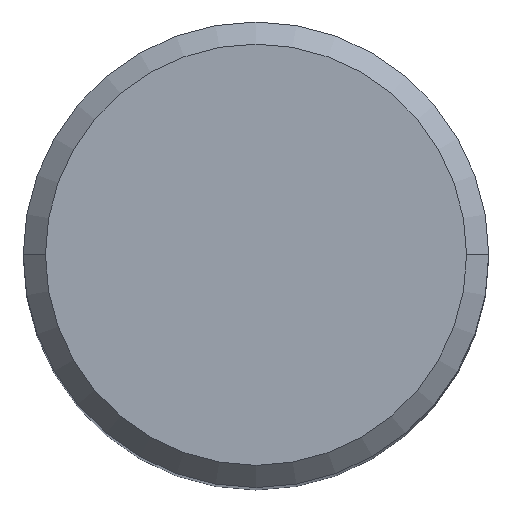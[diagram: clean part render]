
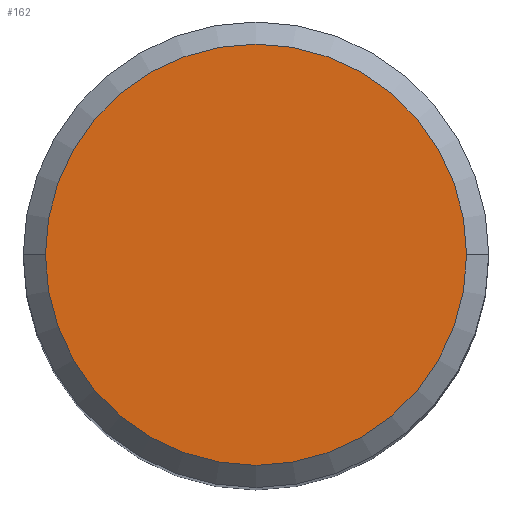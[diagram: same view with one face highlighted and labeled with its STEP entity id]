
A CAD part, top view. The second image highlights one B-rep face of the part: STEP entity #162.
In plain terms, the highlighted planar face has unit normal (0, 0, 1).
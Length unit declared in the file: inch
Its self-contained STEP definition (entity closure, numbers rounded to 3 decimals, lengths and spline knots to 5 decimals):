
#16 = EDGE_CURVE ( 'NONE', #91, #58, #384, .T. ) ;
#21 = AXIS2_PLACEMENT_3D ( 'NONE', #246, #290, #183 ) ;
#24 = ORIENTED_EDGE ( 'NONE', *, *, #16, .T. ) ;
#34 = EDGE_LOOP ( 'NONE', ( #24, #228 ) ) ;
#57 = CARTESIAN_POINT ( 'NONE',  ( 0., 0., 0. ) ) ;
#58 = VERTEX_POINT ( 'NONE', #93 ) ;
#72 = FACE_OUTER_BOUND ( 'NONE', #34, .T. ) ;
#90 = EDGE_CURVE ( 'NONE', #58, #91, #267, .T. ) ;
#91 = VERTEX_POINT ( 'NONE', #184 ) ;
#93 = CARTESIAN_POINT ( 'NONE',  ( 0.1425, 0., 0. ) ) ;
#98 = DIRECTION ( 'NONE',  ( 1., 0., 0. ) ) ;
#152 = AXIS2_PLACEMENT_3D ( 'NONE', #325, #289, #153 ) ;
#153 = DIRECTION ( 'NONE',  ( 1., 0., 0. ) ) ;
#162 = ADVANCED_FACE ( 'NONE', ( #72 ), #288, .F. ) ;
#183 = DIRECTION ( 'NONE',  ( -1., 0., 0. ) ) ;
#184 = CARTESIAN_POINT ( 'NONE',  ( -0.1425, 0., 0. ) ) ;
#228 = ORIENTED_EDGE ( 'NONE', *, *, #90, .T. ) ;
#246 = CARTESIAN_POINT ( 'NONE',  ( 0., 0.1425, 0. ) ) ;
#267 = CIRCLE ( 'NONE', #152, 0.1425 ) ;
#278 = DIRECTION ( 'NONE',  ( 0., 0., 1. ) ) ;
#288 = PLANE ( 'NONE',  #21 ) ;
#289 = DIRECTION ( 'NONE',  ( 0., 0., 1. ) ) ;
#290 = DIRECTION ( 'NONE',  ( 0., 0., -1. ) ) ;
#325 = CARTESIAN_POINT ( 'NONE',  ( 0., 0., 0. ) ) ;
#384 = CIRCLE ( 'NONE', #424, 0.1425 ) ;
#424 = AXIS2_PLACEMENT_3D ( 'NONE', #57, #278, #98 ) ;
